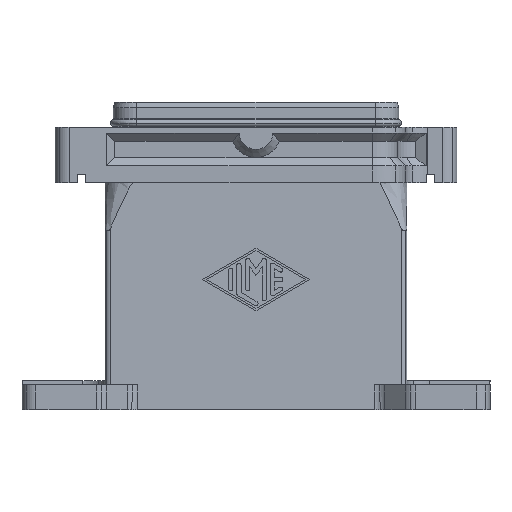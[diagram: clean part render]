
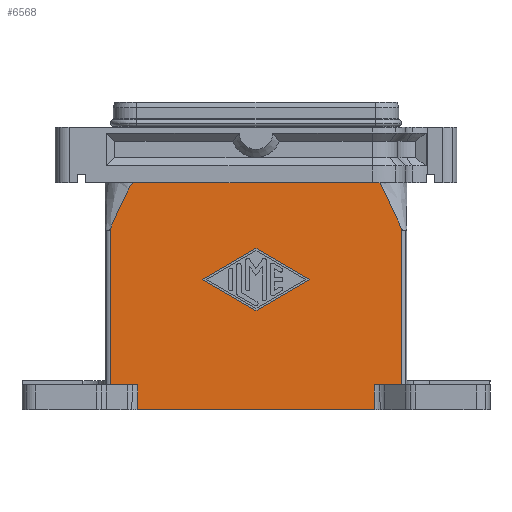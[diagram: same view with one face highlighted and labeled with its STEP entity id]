
A CAD part, front view. The second image highlights one B-rep face of the part: STEP entity #6568.
In plain terms, the highlighted planar face has unit normal (0, -1, 0.024).
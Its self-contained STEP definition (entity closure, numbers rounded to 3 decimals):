
#2740=CARTESIAN_POINT('',(-52.5,-29.78,-73.));
#2741=VERTEX_POINT('',#2740);
#2749=CARTESIAN_POINT('',(-52.5,-28.4,-16.415));
#2750=VERTEX_POINT('',#2749);
#2751=CARTESIAN_POINT('',(-52.5,-29.78,-73.));
#2752=DIRECTION('',(0.,0.024,1.));
#2753=VECTOR('',#2752,56.602);
#2754=LINE('',#2751,#2753);
#2755=EDGE_CURVE('',#2741,#2750,#2754,.T.);
#3911=CARTESIAN_POINT('',(42.708,-29.78,-73.));
#3912=VERTEX_POINT('',#3911);
#3920=CARTESIAN_POINT('',(42.927,-30.0,-82.));
#3921=VERTEX_POINT('',#3920);
#3922=CARTESIAN_POINT('',(42.708,-29.78,-73.));
#3923=DIRECTION('',(0.024,-0.024,-0.999));
#3924=VECTOR('',#3923,9.005);
#3925=LINE('',#3922,#3924);
#3926=EDGE_CURVE('',#3912,#3921,#3925,.T.);
#3995=CARTESIAN_POINT('',(-42.927,-30.0,-82.));
#3996=VERTEX_POINT('',#3995);
#4004=CARTESIAN_POINT('',(-42.708,-29.78,-73.));
#4005=VERTEX_POINT('',#4004);
#4006=CARTESIAN_POINT('',(-42.927,-30.0,-82.));
#4007=DIRECTION('',(0.024,0.024,0.999));
#4008=VECTOR('',#4007,9.005);
#4009=LINE('',#4006,#4008);
#4010=EDGE_CURVE('',#3996,#4005,#4009,.T.);
#5650=CARTESIAN_POINT('',(0.,-28.579,-23.75));
#5651=VERTEX_POINT('',#5650);
#5652=CARTESIAN_POINT('',(19.5,-28.854,-35.));
#5653=VERTEX_POINT('',#5652);
#5654=CARTESIAN_POINT('',(0.,-28.579,-23.75));
#5655=DIRECTION('',(0.866,-0.012,-0.5));
#5656=VECTOR('',#5655,22.514);
#5657=LINE('',#5654,#5656);
#5658=EDGE_CURVE('',#5651,#5653,#5657,.T.);
#5690=CARTESIAN_POINT('',(0.,-29.128,-46.25));
#5691=VERTEX_POINT('',#5690);
#5692=CARTESIAN_POINT('',(19.5,-28.854,-35.));
#5693=DIRECTION('',(-0.866,-0.012,-0.5));
#5694=VECTOR('',#5693,22.514);
#5695=LINE('',#5692,#5694);
#5696=EDGE_CURVE('',#5653,#5691,#5695,.T.);
#5774=CARTESIAN_POINT('',(-19.5,-28.854,-35.0));
#5775=VERTEX_POINT('',#5774);
#5776=CARTESIAN_POINT('',(0.,-29.128,-46.25));
#5777=DIRECTION('',(-0.866,0.012,0.5));
#5778=VECTOR('',#5777,22.514);
#5779=LINE('',#5776,#5778);
#5780=EDGE_CURVE('',#5691,#5775,#5779,.T.);
#5805=CARTESIAN_POINT('',(-19.5,-28.854,-35.0));
#5806=DIRECTION('',(0.866,0.012,0.5));
#5807=VECTOR('',#5806,22.514);
#5808=LINE('',#5805,#5807);
#5809=EDGE_CURVE('',#5775,#5651,#5808,.T.);
#6478=CARTESIAN_POINT('',(54.5,-30.0,-82.));
#6479=DIRECTION('',(0.,1.,-0.024));
#6480=DIRECTION('',(0.0,0.024,1.));
#6481=AXIS2_PLACEMENT_3D('',#6478,#6479,#6480);
#6482=PLANE('',#6481);
#6483=ORIENTED_EDGE('',*,*,#4010,.F.);
#6484=CARTESIAN_POINT('',(42.927,-30.0,-82.));
#6485=DIRECTION('',(-1.0,0.0,0.0));
#6486=VECTOR('',#6485,85.855);
#6487=LINE('',#6484,#6486);
#6488=EDGE_CURVE('',#3921,#3996,#6487,.T.);
#6489=ORIENTED_EDGE('',*,*,#6488,.F.);
#6490=ORIENTED_EDGE('',*,*,#3926,.F.);
#6491=CARTESIAN_POINT('',(52.5,-29.78,-73.));
#6492=VERTEX_POINT('',#6491);
#6493=CARTESIAN_POINT('',(42.708,-29.78,-73.));
#6494=DIRECTION('',(1.0,0.0,0.0));
#6495=VECTOR('',#6494,9.792);
#6496=LINE('',#6493,#6495);
#6497=EDGE_CURVE('',#3912,#6492,#6496,.T.);
#6498=ORIENTED_EDGE('',*,*,#6497,.T.);
#6499=CARTESIAN_POINT('',(52.5,-28.4,-16.415));
#6500=VERTEX_POINT('',#6499);
#6501=CARTESIAN_POINT('',(52.5,-28.4,-16.415));
#6502=DIRECTION('',(0.,-0.024,-1.));
#6503=VECTOR('',#6502,56.602);
#6504=LINE('',#6501,#6503);
#6505=EDGE_CURVE('',#6500,#6492,#6504,.T.);
#6506=ORIENTED_EDGE('',*,*,#6505,.F.);
#6507=CARTESIAN_POINT('',(44.5,-28.0,0.0));
#6508=VERTEX_POINT('',#6507);
#6509=CARTESIAN_POINT('',(52.5,-28.4,-16.415));
#6510=CARTESIAN_POINT('',(52.21,-28.383,-15.705));
#6511=CARTESIAN_POINT('',(51.912,-28.366,-14.993));
#6512=CARTESIAN_POINT('',(50.62,-28.292,-11.958));
#6513=CARTESIAN_POINT('',(49.495,-28.23,-9.446));
#6514=CARTESIAN_POINT('',(46.993,-28.101,-4.147));
#6515=CARTESIAN_POINT('',(45.78,-28.044,-1.794));
#6516=CARTESIAN_POINT('',(44.949,-28.012,-0.487));
#6517=CARTESIAN_POINT('',(44.76,-28.005,-0.204));
#6518=CARTESIAN_POINT('',(44.598,-28.001,-0.05));
#6519=CARTESIAN_POINT('',(44.572,-28.001,-0.029));
#6520=CARTESIAN_POINT('',(44.539,-28.,-0.01));
#6521=CARTESIAN_POINT('',(44.529,-28.,-0.006));
#6522=CARTESIAN_POINT('',(44.514,-28.,-0.001));
#6523=CARTESIAN_POINT('',(44.507,-28.0,0.));
#6524=CARTESIAN_POINT('',(44.5,-28.0,0.0));
#6525=B_SPLINE_CURVE_WITH_KNOTS('',3,(#6509,#6510,#6511,#6512,#6513,#6514,#6515,#6516,#6517,#6518,#6519,#6520,#6521,#6522,#6523,#6524),.UNSPECIFIED.,.F.,.U.,(4,2,2,2,2,2,2,4),(0.168,0.391,1.152,2.143,2.322,2.353,2.363,2.37),.UNSPECIFIED.);
#6526=EDGE_CURVE('',#6500,#6508,#6525,.T.);
#6527=ORIENTED_EDGE('',*,*,#6526,.T.);
#6528=CARTESIAN_POINT('',(-44.5,-28.,0.0));
#6529=VERTEX_POINT('',#6528);
#6530=CARTESIAN_POINT('',(-44.5,-28.,0.0));
#6531=DIRECTION('',(1.0,0.0,0.0));
#6532=VECTOR('',#6531,89.);
#6533=LINE('',#6530,#6532);
#6534=EDGE_CURVE('',#6529,#6508,#6533,.T.);
#6535=ORIENTED_EDGE('',*,*,#6534,.F.);
#6536=CARTESIAN_POINT('',(-44.5,-28.,0.0));
#6537=CARTESIAN_POINT('',(-44.508,-28.,0.));
#6538=CARTESIAN_POINT('',(-44.516,-28.,-0.002));
#6539=CARTESIAN_POINT('',(-44.538,-28.,-0.009));
#6540=CARTESIAN_POINT('',(-44.554,-28.,-0.018));
#6541=CARTESIAN_POINT('',(-44.613,-28.001,-0.059));
#6542=CARTESIAN_POINT('',(-44.662,-28.003,-0.111));
#6543=CARTESIAN_POINT('',(-44.842,-28.008,-0.323));
#6544=CARTESIAN_POINT('',(-45.01,-28.014,-0.58));
#6545=CARTESIAN_POINT('',(-45.739,-28.043,-1.754));
#6546=CARTESIAN_POINT('',(-46.517,-28.08,-3.28));
#6547=CARTESIAN_POINT('',(-48.662,-28.184,-7.543));
#6548=CARTESIAN_POINT('',(-50.873,-28.303,-12.44));
#6549=CARTESIAN_POINT('',(-52.5,-28.4,-16.415));
#6550=B_SPLINE_CURVE_WITH_KNOTS('',3,(#6536,#6537,#6538,#6539,#6540,#6541,#6542,#6543,#6544,#6545,#6546,#6547,#6548,#6549),.UNSPECIFIED.,.F.,.U.,(4,2,2,2,2,2,4),(0.0,0.002,0.007,0.022,0.07,0.286,1.294),.UNSPECIFIED.);
#6551=EDGE_CURVE('',#6529,#2750,#6550,.T.);
#6552=ORIENTED_EDGE('',*,*,#6551,.T.);
#6553=ORIENTED_EDGE('',*,*,#2755,.F.);
#6554=CARTESIAN_POINT('',(-42.708,-29.78,-73.));
#6555=DIRECTION('',(-1.0,0.0,0.0));
#6556=VECTOR('',#6555,9.792);
#6557=LINE('',#6554,#6556);
#6558=EDGE_CURVE('',#4005,#2741,#6557,.T.);
#6559=ORIENTED_EDGE('',*,*,#6558,.F.);
#6560=EDGE_LOOP('',(#6483,#6489,#6490,#6498,#6506,#6527,#6535,#6552,#6553,#6559));
#6561=FACE_OUTER_BOUND('',#6560,.T.);
#6562=ORIENTED_EDGE('',*,*,#5780,.T.);
#6563=ORIENTED_EDGE('',*,*,#5809,.T.);
#6564=ORIENTED_EDGE('',*,*,#5658,.T.);
#6565=ORIENTED_EDGE('',*,*,#5696,.T.);
#6566=EDGE_LOOP('',(#6562,#6563,#6564,#6565));
#6567=FACE_BOUND('',#6566,.T.);
#6568=ADVANCED_FACE('',(#6561,#6567),#6482,.F.);
